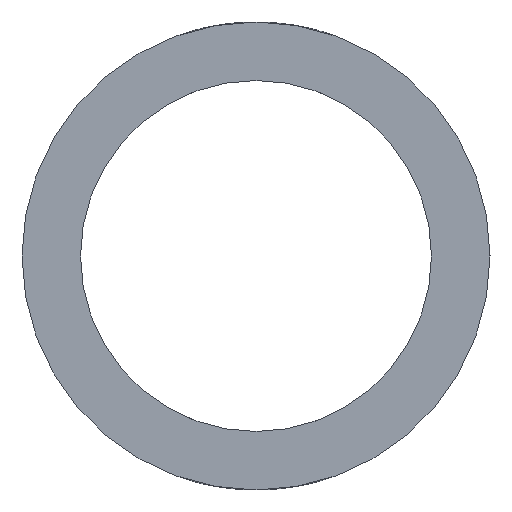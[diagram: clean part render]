
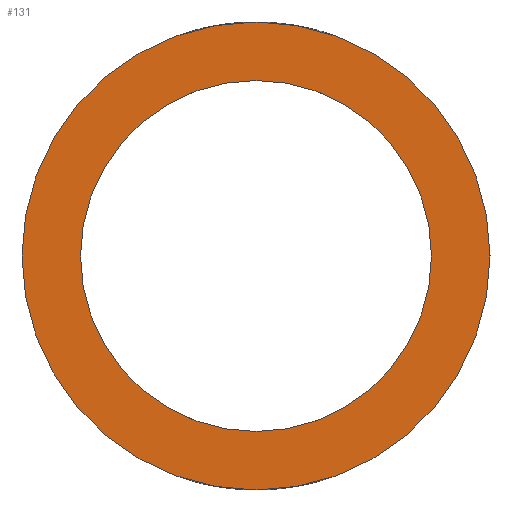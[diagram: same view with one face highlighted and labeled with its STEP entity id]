
A CAD part, left-side view. The second image highlights one B-rep face of the part: STEP entity #131.
In plain terms, the highlighted planar face has unit normal (-1, 0, 0).
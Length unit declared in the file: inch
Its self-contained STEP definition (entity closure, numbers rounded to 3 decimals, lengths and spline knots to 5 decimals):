
#29=FACE_BOUND('',#54,.T.);
#45=FACE_OUTER_BOUND('',#53,.T.);
#53=EDGE_LOOP('',(#105));
#54=EDGE_LOOP('',(#106));
#77=CIRCLE('',#148,0.5);
#78=CIRCLE('',#149,0.375);
#81=VERTEX_POINT('',#187);
#82=VERTEX_POINT('',#189);
#93=EDGE_CURVE('',#81,#81,#77,.T.);
#94=EDGE_CURVE('',#82,#82,#78,.T.);
#105=ORIENTED_EDGE('',*,*,#93,.F.);
#106=ORIENTED_EDGE('',*,*,#94,.F.);
#129=PLANE('',#147);
#131=ADVANCED_FACE('',(#45,#29),#129,.F.);
#147=AXIS2_PLACEMENT_3D('',#186,#161,#162);
#148=AXIS2_PLACEMENT_3D('',#188,#163,#164);
#149=AXIS2_PLACEMENT_3D('',#190,#165,#166);
#161=DIRECTION('center_axis',(1.,0.,0.));
#162=DIRECTION('ref_axis',(0.,-1.,0.));
#163=DIRECTION('center_axis',(1.,0.,0.));
#164=DIRECTION('ref_axis',(0.,-1.,0.));
#165=DIRECTION('center_axis',(-1.,0.,0.));
#166=DIRECTION('ref_axis',(0.,-1.,0.));
#186=CARTESIAN_POINT('Origin',(0.,0.,0.));
#187=CARTESIAN_POINT('',(0.,-0.5,0.));
#188=CARTESIAN_POINT('Origin',(0.,0.,0.));
#189=CARTESIAN_POINT('',(0.,-0.375,0.));
#190=CARTESIAN_POINT('Origin',(0.,0.,0.));
